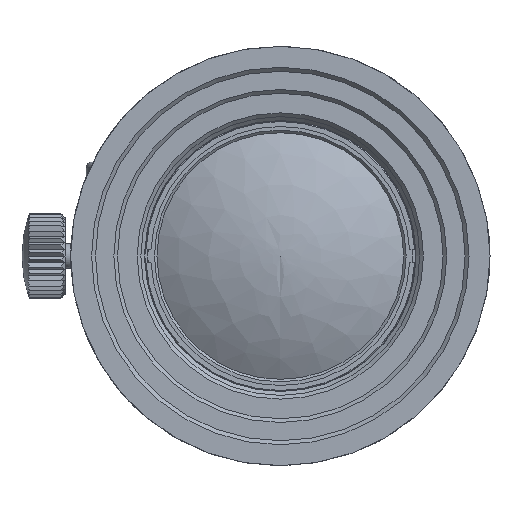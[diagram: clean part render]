
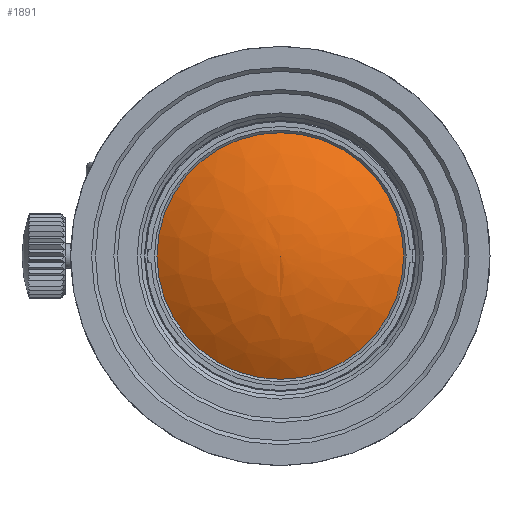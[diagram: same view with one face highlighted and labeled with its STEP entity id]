
A CAD part, left-side view. The second image highlights one B-rep face of the part: STEP entity #1891.
In plain terms, the highlighted face is a revolution surface.
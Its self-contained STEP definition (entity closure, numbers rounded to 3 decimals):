
#109=SURFACE_OF_REVOLUTION('',#766,#111);
#111=AXIS1_PLACEMENT('',#17125,#13265);
#115=VERTEX_LOOP('',#7701);
#345=FACE_BOUND('',#115,.T.);
#346=FACE_BOUND('',#3085,.T.);
#766=B_SPLINE_CURVE_WITH_KNOTS('',3,(#17120,#17121,#17122,#17123,#17124),
 .UNSPECIFIED.,.F.,.F.,(4,1,4),(0.,0.525,1.),.UNSPECIFIED.);
#1891=ADVANCED_FACE('',(#345,#346),#109,.F.);
#3085=EDGE_LOOP('',(#5283));
#3704=CIRCLE('',#11555,10.);
#5283=ORIENTED_EDGE('',*,*,#9267,.T.);
#7700=VERTEX_POINT('',#17117);
#7701=VERTEX_POINT('',#17119);
#9267=EDGE_CURVE('',#7700,#7700,#3704,.T.);
#11555=AXIS2_PLACEMENT_3D('',#17116,#13261,#13262);
#13261=DIRECTION('',(-1.,0.,0.));
#13262=DIRECTION('',(0.,0.,1.));
#13265=DIRECTION('',(-1.,0.,0.));
#17116=CARTESIAN_POINT('',(-40.408,0.,0.));
#17117=CARTESIAN_POINT('',(-40.408,0.,10.));
#17119=CARTESIAN_POINT('',(-43.123,0.,0.));
#17120=CARTESIAN_POINT('',(-43.123,0.,0.));
#17121=CARTESIAN_POINT('',(-43.123,0.,-1.748));
#17122=CARTESIAN_POINT('',(-42.686,0.,-5.082));
#17123=CARTESIAN_POINT('',(-41.339,0.,-8.415));
#17124=CARTESIAN_POINT('',(-40.408,0.,-10.));
#17125=CARTESIAN_POINT('',(-43.123,0.,0.));
